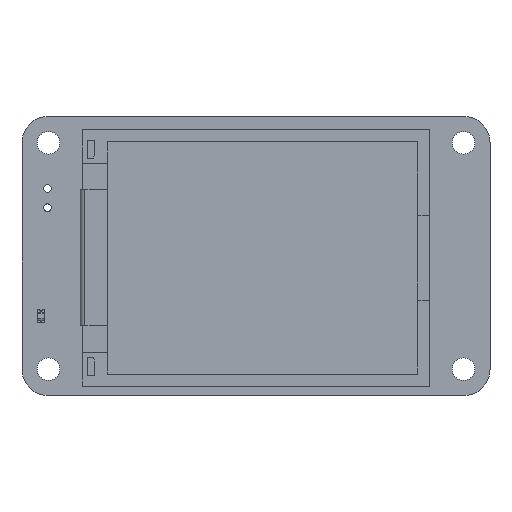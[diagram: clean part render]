
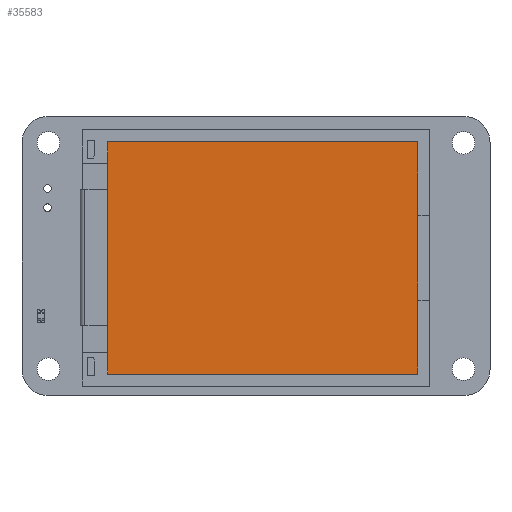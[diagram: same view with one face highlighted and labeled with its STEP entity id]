
A CAD part, top view. The second image highlights one B-rep face of the part: STEP entity #35583.
In plain terms, the highlighted planar face has unit normal (0, 0, 1).
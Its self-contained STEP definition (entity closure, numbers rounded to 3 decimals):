
#35068 = EDGE_CURVE('',#35069,#35071,#35073,.T.);
#35069 = VERTEX_POINT('',#35070);
#35070 = CARTESIAN_POINT('',(-5.6,44.5,2.5));
#35071 = VERTEX_POINT('',#35072);
#35072 = CARTESIAN_POINT('',(-15.4,44.5,2.5));
#35073 = LINE('',#35074,#35075);
#35074 = CARTESIAN_POINT('',(-15.4,44.5,2.5));
#35075 = VECTOR('',#35076,1.);
#35076 = DIRECTION('',(-1.,-0.,-0.));
#35101 = VERTEX_POINT('',#35102);
#35102 = CARTESIAN_POINT('',(-12.5,3.4,2.5));
#35108 = EDGE_CURVE('',#35109,#35101,#35111,.T.);
#35109 = VERTEX_POINT('',#35110);
#35110 = CARTESIAN_POINT('',(-15.4,3.4,2.5));
#35111 = LINE('',#35112,#35113);
#35112 = CARTESIAN_POINT('',(-15.4,3.4,2.5));
#35113 = VECTOR('',#35114,1.);
#35114 = DIRECTION('',(1.,0.,0.));
#35493 = EDGE_CURVE('',#35071,#35109,#35494,.T.);
#35494 = LINE('',#35495,#35496);
#35495 = CARTESIAN_POINT('',(-15.4,44.5,2.5));
#35496 = VECTOR('',#35497,1.);
#35497 = DIRECTION('',(0.,-1.,0.));
#35510 = VERTEX_POINT('',#35511);
#35511 = CARTESIAN_POINT('',(5.6,44.5,2.5));
#35517 = EDGE_CURVE('',#35518,#35510,#35520,.T.);
#35518 = VERTEX_POINT('',#35519);
#35519 = CARTESIAN_POINT('',(15.4,44.5,2.5));
#35520 = LINE('',#35521,#35522);
#35521 = CARTESIAN_POINT('',(-15.4,44.5,2.5));
#35522 = VECTOR('',#35523,1.);
#35523 = DIRECTION('',(-1.,-0.,-0.));
#35541 = EDGE_CURVE('',#35542,#35518,#35544,.T.);
#35542 = VERTEX_POINT('',#35543);
#35543 = CARTESIAN_POINT('',(15.4,3.4,2.5));
#35544 = LINE('',#35545,#35546);
#35545 = CARTESIAN_POINT('',(15.4,44.5,2.5));
#35546 = VECTOR('',#35547,1.);
#35547 = DIRECTION('',(0.,1.,-0.));
#35563 = EDGE_CURVE('',#35564,#35542,#35566,.T.);
#35564 = VERTEX_POINT('',#35565);
#35565 = CARTESIAN_POINT('',(12.5,3.4,2.5));
#35566 = LINE('',#35567,#35568);
#35567 = CARTESIAN_POINT('',(-15.4,3.4,2.5));
#35568 = VECTOR('',#35569,1.);
#35569 = DIRECTION('',(1.,0.,0.));
#35583 = ADVANCED_FACE('',(#35584),#35604,.T.);
#35584 = FACE_BOUND('',#35585,.T.);
#35585 = EDGE_LOOP('',(#35586,#35587,#35588,#35594,#35595,#35596,#35597,
    #35603));
#35586 = ORIENTED_EDGE('',*,*,#35493,.T.);
#35587 = ORIENTED_EDGE('',*,*,#35108,.T.);
#35588 = ORIENTED_EDGE('',*,*,#35589,.T.);
#35589 = EDGE_CURVE('',#35101,#35564,#35590,.T.);
#35590 = LINE('',#35591,#35592);
#35591 = CARTESIAN_POINT('',(-15.4,3.4,2.5));
#35592 = VECTOR('',#35593,1.);
#35593 = DIRECTION('',(1.,0.,0.));
#35594 = ORIENTED_EDGE('',*,*,#35563,.T.);
#35595 = ORIENTED_EDGE('',*,*,#35541,.T.);
#35596 = ORIENTED_EDGE('',*,*,#35517,.T.);
#35597 = ORIENTED_EDGE('',*,*,#35598,.T.);
#35598 = EDGE_CURVE('',#35510,#35069,#35599,.T.);
#35599 = LINE('',#35600,#35601);
#35600 = CARTESIAN_POINT('',(-15.4,44.5,2.5));
#35601 = VECTOR('',#35602,1.);
#35602 = DIRECTION('',(-1.,-0.,-0.));
#35603 = ORIENTED_EDGE('',*,*,#35068,.T.);
#35604 = PLANE('',#35605);
#35605 = AXIS2_PLACEMENT_3D('',#35606,#35607,#35608);
#35606 = CARTESIAN_POINT('',(0.,0.,2.5));
#35607 = DIRECTION('',(-0.,0.,1.));
#35608 = DIRECTION('',(1.,0.,0.));
